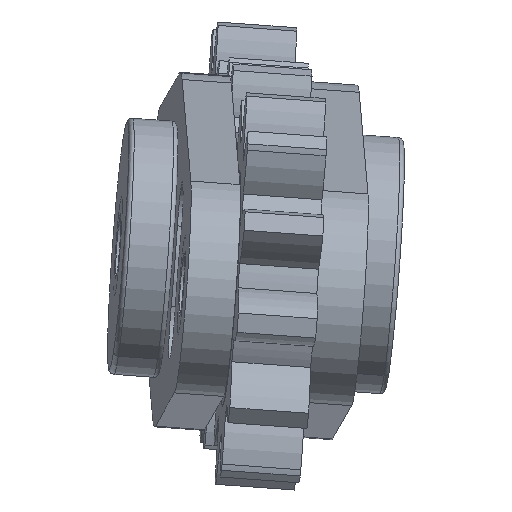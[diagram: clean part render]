
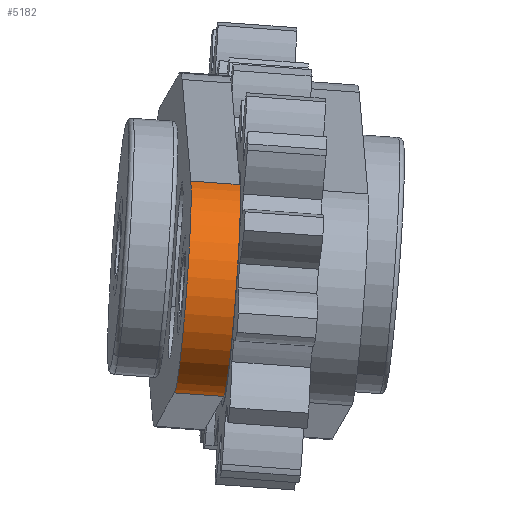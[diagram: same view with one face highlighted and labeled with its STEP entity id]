
A CAD part, left-side view. The second image highlights one B-rep face of the part: STEP entity #5182.
In plain terms, the highlighted cylindrical face has radius 11 mm (diameter 22 mm), a partial arc.
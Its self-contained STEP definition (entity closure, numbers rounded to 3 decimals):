
#36 = CIRCLE ( 'NONE', #4762, 11. ) ;
#182 = DIRECTION ( 'NONE',  ( 0., 0., 1. ) ) ;
#268 = ORIENTED_EDGE ( 'NONE', *, *, #17338, .T. ) ;
#325 = ORIENTED_EDGE ( 'NONE', *, *, #9307, .F. ) ;
#419 = CARTESIAN_POINT ( 'NONE',  ( 39.081, 2.5, -10.801 ) ) ;
#1825 = DIRECTION ( 'NONE',  ( 0., 0., -1. ) ) ;
#1898 = VERTEX_POINT ( 'NONE', #15955 ) ;
#2121 = DIRECTION ( 'NONE',  ( 0., -1., 0. ) ) ;
#3376 = CARTESIAN_POINT ( 'NONE',  ( 37., -2.5, 0. ) ) ;
#3476 = CARTESIAN_POINT ( 'NONE',  ( 39.081, -2.5, -10.801 ) ) ;
#3628 = DIRECTION ( 'NONE',  ( 0., -1., 0. ) ) ;
#3685 = CARTESIAN_POINT ( 'NONE',  ( 39.081, 2.5, 10.801 ) ) ;
#4762 = AXIS2_PLACEMENT_3D ( 'NONE', #13886, #20439, #18721 ) ;
#5043 = CARTESIAN_POINT ( 'NONE',  ( 39.081, 2.5, 10.801 ) ) ;
#5182 = ADVANCED_FACE ( 'NONE', ( #6743 ), #15928, .T. ) ;
#6440 = LINE ( 'NONE', #5043, #21582 ) ;
#6466 = AXIS2_PLACEMENT_3D ( 'NONE', #19025, #3628, #1825 ) ;
#6743 = FACE_OUTER_BOUND ( 'NONE', #7393, .T. ) ;
#6949 = VERTEX_POINT ( 'NONE', #12548 ) ;
#7393 = EDGE_LOOP ( 'NONE', ( #11150, #325, #10096, #268 ) ) ;
#9307 = EDGE_CURVE ( 'NONE', #6949, #20425, #14044, .T. ) ;
#10096 = ORIENTED_EDGE ( 'NONE', *, *, #10635, .T. ) ;
#10635 = EDGE_CURVE ( 'NONE', #6949, #15661, #36, .T. ) ;
#11150 = ORIENTED_EDGE ( 'NONE', *, *, #13113, .F. ) ;
#12548 = CARTESIAN_POINT ( 'NONE',  ( 39.081, 2.5, -10.801 ) ) ;
#12549 = AXIS2_PLACEMENT_3D ( 'NONE', #3376, #19214, #182 ) ;
#13113 = EDGE_CURVE ( 'NONE', #20425, #1898, #22454, .T. ) ;
#13886 = CARTESIAN_POINT ( 'NONE',  ( 37., 2.5, 0. ) ) ;
#13890 = DIRECTION ( 'NONE',  ( 0., -1., 0. ) ) ;
#14044 = LINE ( 'NONE', #419, #20502 ) ;
#15661 = VERTEX_POINT ( 'NONE', #3685 ) ;
#15928 = CYLINDRICAL_SURFACE ( 'NONE', #6466, 11. ) ;
#15955 = CARTESIAN_POINT ( 'NONE',  ( 39.081, -2.5, 10.801 ) ) ;
#17338 = EDGE_CURVE ( 'NONE', #15661, #1898, #6440, .T. ) ;
#18721 = DIRECTION ( 'NONE',  ( 0., 0., 1. ) ) ;
#19025 = CARTESIAN_POINT ( 'NONE',  ( 37., 2.5, 0. ) ) ;
#19214 = DIRECTION ( 'NONE',  ( 0., -1., 0. ) ) ;
#20425 = VERTEX_POINT ( 'NONE', #3476 ) ;
#20439 = DIRECTION ( 'NONE',  ( 0., -1., 0. ) ) ;
#20502 = VECTOR ( 'NONE', #2121, 1000. ) ;
#21582 = VECTOR ( 'NONE', #13890, 1000. ) ;
#22454 = CIRCLE ( 'NONE', #12549, 11. ) ;
